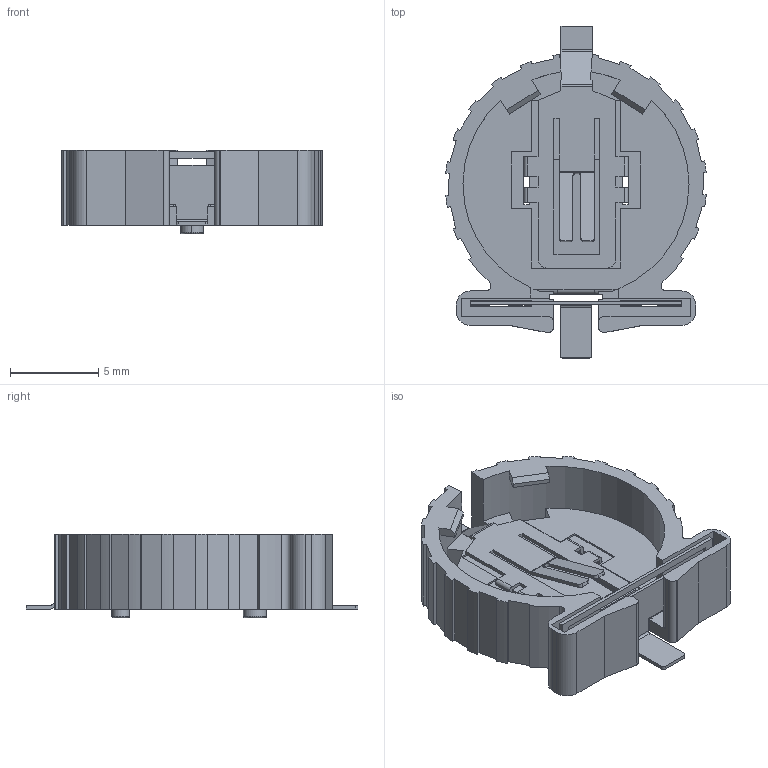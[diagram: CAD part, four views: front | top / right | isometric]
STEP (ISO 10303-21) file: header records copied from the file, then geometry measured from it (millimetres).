
FILE_DESCRIPTION(('FreeCAD Model'),'2;1');
FILE_NAME('User_Library_Battery_Holder_for_CR1220_SMD003_cp.step', '2020-06-22T19:09:04',('kicad StepUp'),('ksu MCAD'), 'Open CASCADE STEP processor 7.3','FreeCAD','Unknown');
FILE_SCHEMA(('AUTOMOTIVE_DESIGN { 1 0 10303 214 1 1 1 1 }'));
Length unit declared in the file: millimetre
Products named in the file (1): User_Library_Battery_Holder_for_CR1220_SMD003_cp
Bounding box: 14.75 x 18.8 x 4.75 mm (x, y, z)
Surface area: 1058.4 mm2 (no closed solid volume)
Topology: 0 solids, 3 shells, 314 faces, 933 edges, 625 vertices
Faces by surface type: plane 231, cylinder 79, torus 4
Entity records: 12700 total; most frequent: CARTESIAN_POINT 1879, ORIENTED_EDGE 1819, DIRECTION 1746, EDGE_CURVE 933, LINE 746, VECTOR 746, VERTEX_POINT 625, AXIS2_PLACEMENT_3D 500
